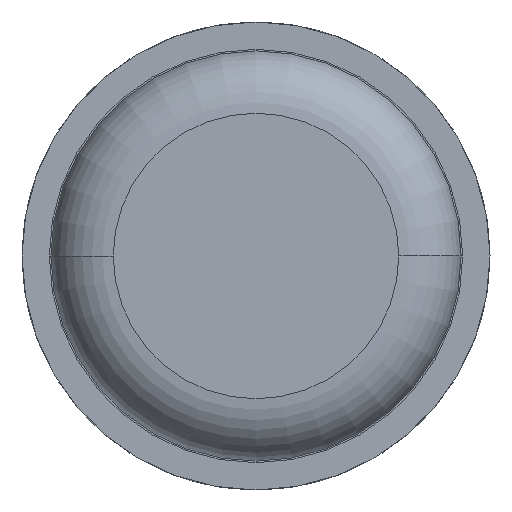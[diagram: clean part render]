
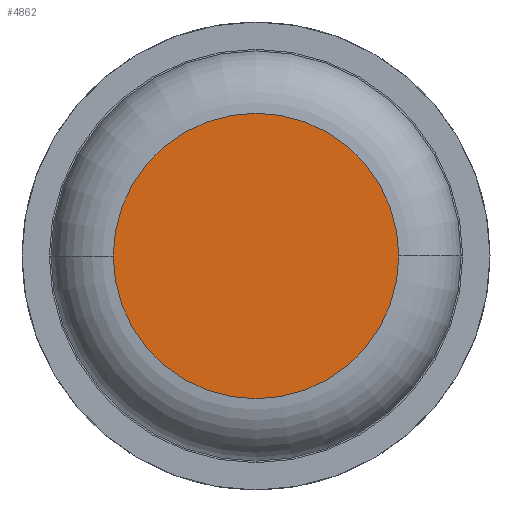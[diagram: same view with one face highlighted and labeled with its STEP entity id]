
A CAD part, front view. The second image highlights one B-rep face of the part: STEP entity #4862.
In plain terms, the highlighted planar face has unit normal (0, -1, 0).
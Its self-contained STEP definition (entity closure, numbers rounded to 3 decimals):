
#199 = CARTESIAN_POINT ( 'NONE',  ( 0., 0., 0. ) ) ;
#443 = CARTESIAN_POINT ( 'NONE',  ( -0.915, 0., 0. ) ) ;
#1167 = VERTEX_POINT ( 'NONE', #443 ) ;
#1437 = AXIS2_PLACEMENT_3D ( 'NONE', #2635, #1653, #5051 ) ;
#1439 = ORIENTED_EDGE ( 'NONE', *, *, #5066, .T. ) ;
#1653 = DIRECTION ( 'NONE',  ( 0., -1., 0. ) ) ;
#1659 = CARTESIAN_POINT ( 'NONE',  ( 0.915, 0., 0. ) ) ;
#1732 = EDGE_CURVE ( 'Defeature ausgef�hrt1_77+Defeature ausgef�hrt1_78+Defeature ausgef�hrt1_78+Defeature ausgef�hrt1_78', #1167, #2999, #2919, .T. ) ;
#1820 = AXIS2_PLACEMENT_3D ( 'NONE', #4892, #5294, #2270 ) ;
#1937 = DIRECTION ( 'NONE',  ( -1., 0., 0. ) ) ;
#2270 = DIRECTION ( 'NONE',  ( -1., 0., 0. ) ) ;
#2279 = PLANE ( 'NONE',  #3737 ) ;
#2478 = CIRCLE ( 'NONE', #1437, 0.915 ) ;
#2635 = CARTESIAN_POINT ( 'NONE',  ( 0., 0., 0. ) ) ;
#2919 = CIRCLE ( 'NONE', #1820, 0.915 ) ;
#2999 = VERTEX_POINT ( 'NONE', #1659 ) ;
#3566 = FACE_OUTER_BOUND ( 'NONE', #5300, .T. ) ;
#3737 = AXIS2_PLACEMENT_3D ( 'NONE', #199, #4493, #1937 ) ;
#4404 = ORIENTED_EDGE ( 'NONE', *, *, #1732, .T. ) ;
#4493 = DIRECTION ( 'NONE',  ( 0., 1., 0. ) ) ;
#4862 = ADVANCED_FACE ( 'Defeature ausgef�hrt1_77', ( #3566 ), #2279, .F. ) ;
#4892 = CARTESIAN_POINT ( 'NONE',  ( 0., 0., 0. ) ) ;
#5051 = DIRECTION ( 'NONE',  ( -1., 0., 0. ) ) ;
#5066 = EDGE_CURVE ( 'Defeature ausgef�hrt1_77+Defeature ausgef�hrt1_78+Defeature ausgef�hrt1_78+Defeature ausgef�hrt1_78', #2999, #1167, #2478, .T. ) ;
#5294 = DIRECTION ( 'NONE',  ( 0., -1., 0. ) ) ;
#5300 = EDGE_LOOP ( 'NONE', ( #4404, #1439 ) ) ;
